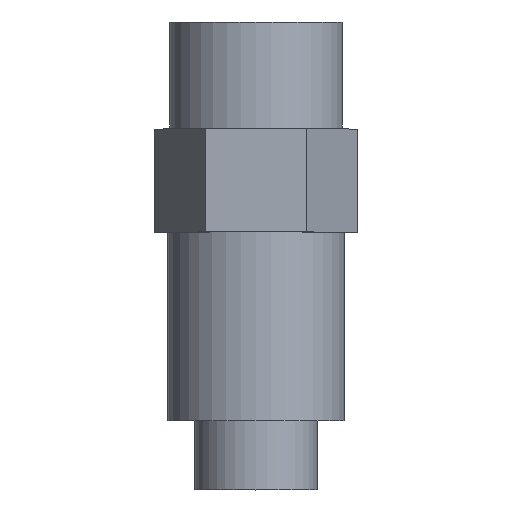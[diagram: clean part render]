
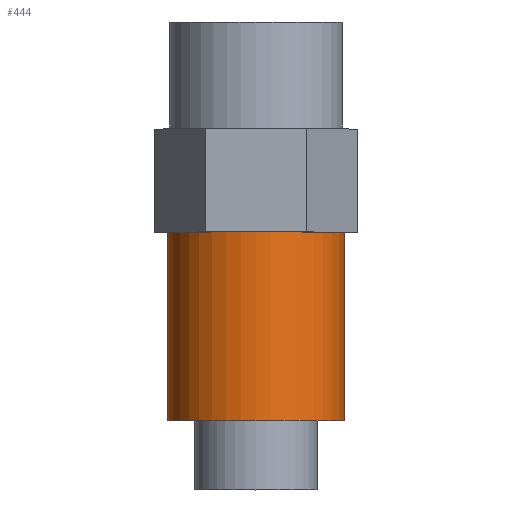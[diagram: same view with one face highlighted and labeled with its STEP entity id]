
A CAD part, top view. The second image highlights one B-rep face of the part: STEP entity #444.
In plain terms, the highlighted cylindrical face has radius 7 mm (diameter 14 mm), a full revolution.
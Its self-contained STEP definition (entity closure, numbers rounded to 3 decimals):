
#19=B_SPLINE_CURVE_WITH_KNOTS('',3,(#796,#797,#798,#799,#800,#801,#802,
#803,#804,#805,#806,#807,#808,#809,#810,#811,#812,#813,#814,#815,#816),
 .UNSPECIFIED.,.T.,.F.,(1,1,1,1,1,1,1,1,1,1,1,1,1,1,1,1,1,1,1,1,1,1,1,1,
1),(-0.004,-0.002,-0.001,0.,0.002,
0.004,0.006,0.008,0.01,
0.012,0.014,0.015,0.016,
0.018,0.02,0.022,0.024,
0.026,0.028,0.03,0.031,
0.032,0.034,0.037,0.039),
 .UNSPECIFIED.);
#163=ORIENTED_EDGE('',*,*,#212,.T.);
#164=ORIENTED_EDGE('',*,*,#214,.T.);
#165=ORIENTED_EDGE('',*,*,#218,.F.);
#212=EDGE_CURVE('',#251,#251,#277,.T.);
#214=EDGE_CURVE('',#253,#253,#279,.T.);
#218=EDGE_CURVE('',#257,#257,#19,.T.);
#251=VERTEX_POINT('',#761);
#253=VERTEX_POINT('',#766);
#257=VERTEX_POINT('',#817);
#277=CIRCLE('',#515,7.);
#279=CIRCLE('',#518,7.);
#330=EDGE_LOOP('',(#163));
#331=EDGE_LOOP('',(#164));
#332=EDGE_LOOP('',(#165));
#391=FACE_BOUND('',#330,.T.);
#392=FACE_BOUND('',#331,.T.);
#393=FACE_BOUND('',#332,.T.);
#413=CYLINDRICAL_SURFACE('',#525,7.);
#444=ADVANCED_FACE('',(#391,#392,#393),#413,.T.);
#515=AXIS2_PLACEMENT_3D('',#760,#632,#633);
#518=AXIS2_PLACEMENT_3D('',#765,#638,#639);
#525=AXIS2_PLACEMENT_3D('',#795,#652,#653);
#632=DIRECTION('',(0.,0.,-1.));
#633=DIRECTION('',(-1.,0.,0.));
#638=DIRECTION('',(0.,0.,1.));
#639=DIRECTION('',(-1.,0.,0.));
#652=DIRECTION('',(0.,0.,1.));
#653=DIRECTION('',(-1.,0.,0.));
#760=CARTESIAN_POINT('',(0.,0.,7.5));
#761=CARTESIAN_POINT('',(-7.,0.,7.5));
#765=CARTESIAN_POINT('',(0.,0.,-7.5));
#766=CARTESIAN_POINT('',(-7.,0.,-7.5));
#795=CARTESIAN_POINT('',(0.,0.,0.));
#796=CARTESIAN_POINT('',(-4.927,4.975,-1.034));
#797=CARTESIAN_POINT('',(-5.072,4.822,0.35));
#798=CARTESIAN_POINT('',(-4.712,5.21,2.018));
#799=CARTESIAN_POINT('',(-3.64,6.047,3.594));
#800=CARTESIAN_POINT('',(-2.059,6.782,4.701));
#801=CARTESIAN_POINT('',(-0.013,7.106,5.146));
#802=CARTESIAN_POINT('',(2.025,6.793,4.716));
#803=CARTESIAN_POINT('',(3.633,6.052,3.606));
#804=CARTESIAN_POINT('',(4.525,5.358,2.291));
#805=CARTESIAN_POINT('',(4.926,4.976,1.039));
#806=CARTESIAN_POINT('',(5.073,4.822,-0.342));
#807=CARTESIAN_POINT('',(4.714,5.208,-2.014));
#808=CARTESIAN_POINT('',(3.643,6.045,-3.591));
#809=CARTESIAN_POINT('',(2.061,6.782,-4.7));
#810=CARTESIAN_POINT('',(0.013,7.106,-5.146));
#811=CARTESIAN_POINT('',(-2.027,6.793,-4.715));
#812=CARTESIAN_POINT('',(-3.635,6.051,-3.603));
#813=CARTESIAN_POINT('',(-4.527,5.356,-2.287));
#814=CARTESIAN_POINT('',(-4.927,4.975,-1.034));
#815=CARTESIAN_POINT('',(-5.072,4.822,0.35));
#816=CARTESIAN_POINT('',(-4.712,5.21,2.018));
#817=CARTESIAN_POINT('',(-5.,4.899,0.));
